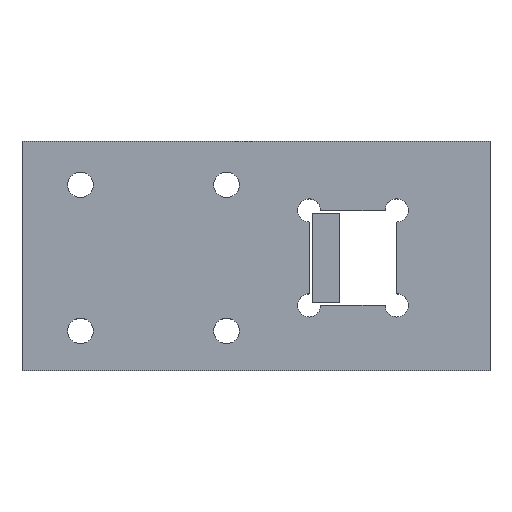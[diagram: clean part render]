
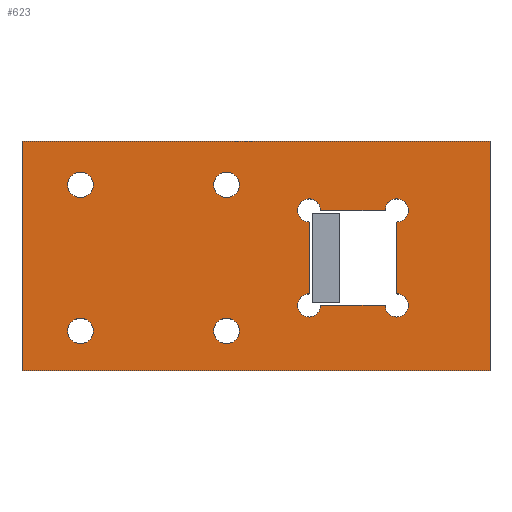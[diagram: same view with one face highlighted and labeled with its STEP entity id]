
A CAD part, top view. The second image highlights one B-rep face of the part: STEP entity #623.
In plain terms, the highlighted planar face has unit normal (0, 0, 1).
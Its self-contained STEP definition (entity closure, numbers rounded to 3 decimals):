
#38=FACE_BOUND('',#138,.T.);
#39=FACE_BOUND('',#139,.T.);
#40=FACE_BOUND('',#140,.T.);
#41=FACE_BOUND('',#141,.T.);
#42=FACE_BOUND('',#142,.T.);
#58=CIRCLE('',#675,1.588);
#60=CIRCLE('',#678,1.588);
#62=CIRCLE('',#681,1.588);
#64=CIRCLE('',#684,1.588);
#67=CIRCLE('',#689,1.75);
#68=CIRCLE('',#690,1.75);
#69=CIRCLE('',#691,1.75);
#70=CIRCLE('',#692,1.75);
#95=FACE_OUTER_BOUND('',#137,.T.);
#137=EDGE_LOOP('',(#466,#467,#468,#469));
#138=EDGE_LOOP('',(#470));
#139=EDGE_LOOP('',(#471));
#140=EDGE_LOOP('',(#472));
#141=EDGE_LOOP('',(#473));
#142=EDGE_LOOP('',(#474,#475,#476,#477,#478,#479,#480,#481));
#184=LINE('',#936,#236);
#185=LINE('',#941,#237);
#188=LINE('',#949,#240);
#191=LINE('',#954,#243);
#201=LINE('',#997,#253);
#203=LINE('',#1010,#255);
#204=LINE('',#1011,#256);
#205=LINE('',#1012,#257);
#236=VECTOR('',#742,10.);
#237=VECTOR('',#747,10.);
#240=VECTOR('',#754,10.);
#243=VECTOR('',#759,10.);
#253=VECTOR('',#799,10.);
#255=VECTOR('',#813,10.);
#256=VECTOR('',#814,10.);
#257=VECTOR('',#815,10.);
#285=VERTEX_POINT('',#929);
#288=VERTEX_POINT('',#934);
#290=VERTEX_POINT('',#940);
#293=VERTEX_POINT('',#948);
#297=VERTEX_POINT('',#961);
#298=VERTEX_POINT('',#962);
#301=VERTEX_POINT('',#970);
#302=VERTEX_POINT('',#971);
#305=VERTEX_POINT('',#979);
#306=VERTEX_POINT('',#980);
#309=VERTEX_POINT('',#988);
#310=VERTEX_POINT('',#989);
#314=VERTEX_POINT('',#1002);
#315=VERTEX_POINT('',#1004);
#316=VERTEX_POINT('',#1006);
#317=VERTEX_POINT('',#1008);
#344=EDGE_CURVE('',#288,#285,#184,.T.);
#346=EDGE_CURVE('',#285,#290,#185,.T.);
#350=EDGE_CURVE('',#290,#293,#188,.T.);
#353=EDGE_CURVE('',#288,#293,#191,.T.);
#357=EDGE_CURVE('',#297,#298,#58,.T.);
#361=EDGE_CURVE('',#301,#302,#60,.T.);
#365=EDGE_CURVE('',#305,#306,#62,.T.);
#369=EDGE_CURVE('',#309,#310,#64,.T.);
#373=EDGE_CURVE('',#302,#297,#201,.T.);
#376=EDGE_CURVE('',#314,#314,#67,.T.);
#377=EDGE_CURVE('',#315,#315,#68,.T.);
#378=EDGE_CURVE('',#316,#316,#69,.T.);
#379=EDGE_CURVE('',#317,#317,#70,.T.);
#380=EDGE_CURVE('',#298,#305,#203,.T.);
#381=EDGE_CURVE('',#306,#309,#204,.T.);
#382=EDGE_CURVE('',#310,#301,#205,.T.);
#466=ORIENTED_EDGE('',*,*,#346,.F.);
#467=ORIENTED_EDGE('',*,*,#344,.F.);
#468=ORIENTED_EDGE('',*,*,#353,.T.);
#469=ORIENTED_EDGE('',*,*,#350,.F.);
#470=ORIENTED_EDGE('',*,*,#376,.T.);
#471=ORIENTED_EDGE('',*,*,#377,.T.);
#472=ORIENTED_EDGE('',*,*,#378,.T.);
#473=ORIENTED_EDGE('',*,*,#379,.T.);
#474=ORIENTED_EDGE('',*,*,#357,.T.);
#475=ORIENTED_EDGE('',*,*,#380,.T.);
#476=ORIENTED_EDGE('',*,*,#365,.T.);
#477=ORIENTED_EDGE('',*,*,#381,.T.);
#478=ORIENTED_EDGE('',*,*,#369,.T.);
#479=ORIENTED_EDGE('',*,*,#382,.T.);
#480=ORIENTED_EDGE('',*,*,#361,.T.);
#481=ORIENTED_EDGE('',*,*,#373,.T.);
#598=PLANE('',#688);
#623=ADVANCED_FACE('',(#95,#38,#39,#40,#41,#42),#598,.T.);
#675=AXIS2_PLACEMENT_3D('',#963,#767,#768);
#678=AXIS2_PLACEMENT_3D('',#972,#775,#776);
#681=AXIS2_PLACEMENT_3D('',#981,#783,#784);
#684=AXIS2_PLACEMENT_3D('',#990,#791,#792);
#688=AXIS2_PLACEMENT_3D('',#1001,#803,#804);
#689=AXIS2_PLACEMENT_3D('',#1003,#805,#806);
#690=AXIS2_PLACEMENT_3D('',#1005,#807,#808);
#691=AXIS2_PLACEMENT_3D('',#1007,#809,#810);
#692=AXIS2_PLACEMENT_3D('',#1009,#811,#812);
#742=DIRECTION('',(0.,1.,0.));
#747=DIRECTION('',(1.,0.,0.));
#754=DIRECTION('',(0.,-1.,0.));
#759=DIRECTION('',(1.,0.,0.));
#767=DIRECTION('center_axis',(0.,0.,
-1.));
#768=DIRECTION('ref_axis',(1.,0.,0.));
#775=DIRECTION('center_axis',(0.,0.,
-1.));
#776=DIRECTION('ref_axis',(1.,0.,0.));
#783=DIRECTION('center_axis',(0.,0.,
-1.));
#784=DIRECTION('ref_axis',(1.,0.,0.));
#791=DIRECTION('center_axis',(0.,0.,
-1.));
#792=DIRECTION('ref_axis',(1.,0.,0.));
#799=DIRECTION('',(0.,1.,0.));
#803=DIRECTION('center_axis',(0.,0.,
1.));
#804=DIRECTION('ref_axis',(1.,0.,0.));
#805=DIRECTION('center_axis',(0.,0.,
-1.));
#806=DIRECTION('ref_axis',(1.,0.,0.));
#807=DIRECTION('center_axis',(0.,0.,
-1.));
#808=DIRECTION('ref_axis',(1.,0.,0.));
#809=DIRECTION('center_axis',(0.,0.,
-1.));
#810=DIRECTION('ref_axis',(1.,0.,0.));
#811=DIRECTION('center_axis',(0.,0.,
-1.));
#812=DIRECTION('ref_axis',(1.,0.,0.));
#813=DIRECTION('',(1.,0.,0.));
#814=DIRECTION('',(0.,-1.,0.));
#815=DIRECTION('',(-1.,0.,0.));
#929=CARTESIAN_POINT('',(-21.,16.,172.));
#934=CARTESIAN_POINT('',(-21.,-15.455,172.));
#936=CARTESIAN_POINT('',(-21.,-15.455,172.));
#940=CARTESIAN_POINT('',(43.06,16.,172.));
#941=CARTESIAN_POINT('',(-18.,16.,172.));
#948=CARTESIAN_POINT('',(43.06,-15.455,172.));
#949=CARTESIAN_POINT('',(43.06,16.,172.));
#954=CARTESIAN_POINT('',(40.06,-15.455,172.));
#961=CARTESIAN_POINT('',(18.298,4.912,172.));
#962=CARTESIAN_POINT('',(19.885,6.5,172.));
#963=CARTESIAN_POINT('Origin',(18.298,6.5,172.));
#970=CARTESIAN_POINT('',(19.885,-6.5,172.));
#971=CARTESIAN_POINT('',(18.298,-4.913,172.));
#972=CARTESIAN_POINT('Origin',(18.298,-6.5,172.));
#979=CARTESIAN_POINT('',(28.71,6.5,172.));
#980=CARTESIAN_POINT('',(30.298,4.912,172.));
#981=CARTESIAN_POINT('Origin',(30.298,6.5,172.));
#988=CARTESIAN_POINT('',(30.298,-4.913,172.));
#989=CARTESIAN_POINT('',(28.71,-6.5,172.));
#990=CARTESIAN_POINT('Origin',(30.298,-6.5,172.));
#997=CARTESIAN_POINT('',(18.298,-2.717,172.));
#1001=CARTESIAN_POINT('Origin',(11.03,0.273,172.));
#1002=CARTESIAN_POINT('',(5.25,10.,172.));
#1003=CARTESIAN_POINT('Origin',(7.,10.,172.));
#1004=CARTESIAN_POINT('',(-14.75,-10.,172.));
#1005=CARTESIAN_POINT('Origin',(-13.,-10.,172.));
#1006=CARTESIAN_POINT('',(5.25,-10.,172.));
#1007=CARTESIAN_POINT('Origin',(7.,-10.,172.));
#1008=CARTESIAN_POINT('',(-14.75,10.,172.));
#1009=CARTESIAN_POINT('Origin',(-13.,10.,172.));
#1010=CARTESIAN_POINT('',(29.505,6.5,172.));
#1011=CARTESIAN_POINT('',(30.298,-5.707,172.));
#1012=CARTESIAN_POINT('',(22.091,-6.5,172.));
